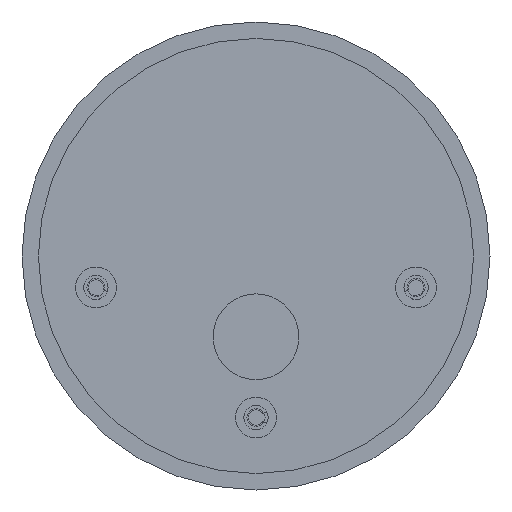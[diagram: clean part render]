
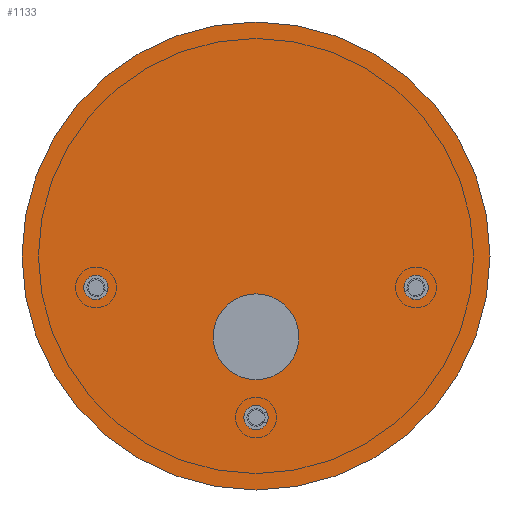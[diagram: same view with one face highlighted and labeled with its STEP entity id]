
A CAD part, front view. The second image highlights one B-rep face of the part: STEP entity #1133.
In plain terms, the highlighted planar face has unit normal (0, -1, 0).
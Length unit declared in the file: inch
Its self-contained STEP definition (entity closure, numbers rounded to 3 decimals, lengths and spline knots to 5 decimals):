
#2 = CIRCLE ( 'NONE', #3449, 0.16732 ) ;
#42 = CARTESIAN_POINT ( 'NONE',  ( -0.08174, -0.23622, 0.4537 ) ) ;
#526 = EDGE_CURVE ( 'NONE', #2683, #2683, #2, .T. ) ;
#912 = DIRECTION ( 'NONE',  ( 0., 0., -1. ) ) ;
#1000 = CARTESIAN_POINT ( 'NONE',  ( -0.08174, -0.23622, 1.04425 ) ) ;
#1001 = DIRECTION ( 'NONE',  ( 0., -1., 0. ) ) ;
#1133 = ADVANCED_FACE ( 'NONE', ( #1473, #2871, #5131, #3338, #4705 ), #3682, .T. ) ;
#1371 = ORIENTED_EDGE ( 'NONE', *, *, #3561, .T. ) ;
#1473 = FACE_BOUND ( 'NONE', #3833, .T. ) ;
#1478 = VERTEX_POINT ( 'NONE', #3342 ) ;
#1586 = EDGE_LOOP ( 'NONE', ( #1623 ) ) ;
#1623 = ORIENTED_EDGE ( 'NONE', *, *, #5262, .T. ) ;
#1761 = DIRECTION ( 'NONE',  ( 0., 0., -1. ) ) ;
#1837 = DIRECTION ( 'NONE',  ( 0., 0., -1. ) ) ;
#1873 = VERTEX_POINT ( 'NONE', #4648 ) ;
#1918 = EDGE_LOOP ( 'NONE', ( #2016 ) ) ;
#1950 = DIRECTION ( 'NONE',  ( 0., 0., -1. ) ) ;
#2016 = ORIENTED_EDGE ( 'NONE', *, *, #2231, .T. ) ;
#2111 = EDGE_LOOP ( 'NONE', ( #3096 ) ) ;
#2231 = EDGE_CURVE ( 'NONE', #5065, #5065, #5774, .T. ) ;
#2307 = AXIS2_PLACEMENT_3D ( 'NONE', #1000, #5130, #1837 ) ;
#2331 = CARTESIAN_POINT ( 'NONE',  ( 3.1407, -0.23622, 2.15645 ) ) ;
#2367 = AXIS2_PLACEMENT_3D ( 'NONE', #2331, #1001, #912 ) ;
#2415 = CARTESIAN_POINT ( 'NONE',  ( -2.28646, -0.23622, 1.72338 ) ) ;
#2594 = CARTESIAN_POINT ( 'NONE',  ( -2.28646, -0.23622, 1.55606 ) ) ;
#2653 = AXIS2_PLACEMENT_3D ( 'NONE', #5819, #3462, #4949 ) ;
#2683 = VERTEX_POINT ( 'NONE', #2594 ) ;
#2871 = FACE_BOUND ( 'NONE', #1586, .T. ) ;
#2982 = DIRECTION ( 'NONE',  ( 0., 1., 0. ) ) ;
#3000 = AXIS2_PLACEMENT_3D ( 'NONE', #5692, #5724, #1761 ) ;
#3096 = ORIENTED_EDGE ( 'NONE', *, *, #526, .T. ) ;
#3187 = CIRCLE ( 'NONE', #2307, 0.59055 ) ;
#3338 = FACE_BOUND ( 'NONE', #2111, .T. ) ;
#3342 = CARTESIAN_POINT ( 'NONE',  ( -0.08174, -0.23622, -0.23528 ) ) ;
#3449 = AXIS2_PLACEMENT_3D ( 'NONE', #2415, #4466, #1950 ) ;
#3462 = DIRECTION ( 'NONE',  ( 0., 1., 0. ) ) ;
#3561 = EDGE_CURVE ( 'NONE', #1478, #1478, #4342, .T. ) ;
#3595 = ORIENTED_EDGE ( 'NONE', *, *, #5878, .T. ) ;
#3682 = PLANE ( 'NONE',  #2367 ) ;
#3833 = EDGE_LOOP ( 'NONE', ( #3595 ) ) ;
#4083 = CARTESIAN_POINT ( 'NONE',  ( -0.08174, -0.23622, -1.06599 ) ) ;
#4342 = CIRCLE ( 'NONE', #2653, 0.16732 ) ;
#4466 = DIRECTION ( 'NONE',  ( 0., 1., 0. ) ) ;
#4476 = EDGE_LOOP ( 'NONE', ( #1371 ) ) ;
#4648 = CARTESIAN_POINT ( 'NONE',  ( 2.12298, -0.23622, 1.55606 ) ) ;
#4705 = FACE_OUTER_BOUND ( 'NONE', #1918, .T. ) ;
#4949 = DIRECTION ( 'NONE',  ( 0., 0., -1. ) ) ;
#5065 = VERTEX_POINT ( 'NONE', #4083 ) ;
#5130 = DIRECTION ( 'NONE',  ( 0., 1., 0. ) ) ;
#5131 = FACE_BOUND ( 'NONE', #4476, .T. ) ;
#5149 = CIRCLE ( 'NONE', #5948, 0.16732 ) ;
#5164 = VERTEX_POINT ( 'NONE', #42 ) ;
#5262 = EDGE_CURVE ( 'NONE', #1873, #1873, #5149, .T. ) ;
#5298 = CARTESIAN_POINT ( 'NONE',  ( 2.12298, -0.23622, 1.72338 ) ) ;
#5328 = DIRECTION ( 'NONE',  ( 0., 0., -1. ) ) ;
#5692 = CARTESIAN_POINT ( 'NONE',  ( -0.08174, -0.23622, 2.15645 ) ) ;
#5724 = DIRECTION ( 'NONE',  ( 0., -1., 0. ) ) ;
#5774 = CIRCLE ( 'NONE', #3000, 3.22244 ) ;
#5819 = CARTESIAN_POINT ( 'NONE',  ( -0.08174, -0.23622, -0.06796 ) ) ;
#5878 = EDGE_CURVE ( 'NONE', #5164, #5164, #3187, .T. ) ;
#5948 = AXIS2_PLACEMENT_3D ( 'NONE', #5298, #2982, #5328 ) ;
